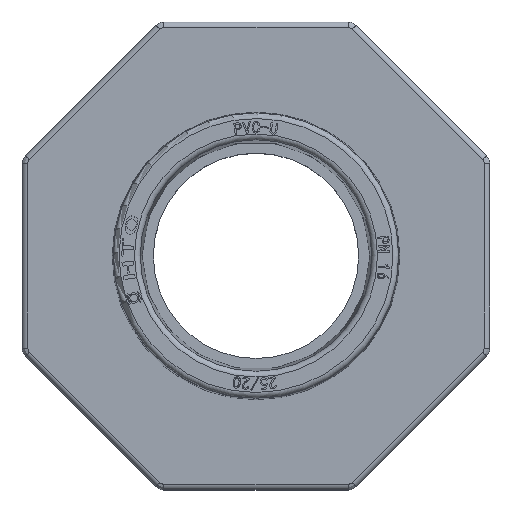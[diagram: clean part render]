
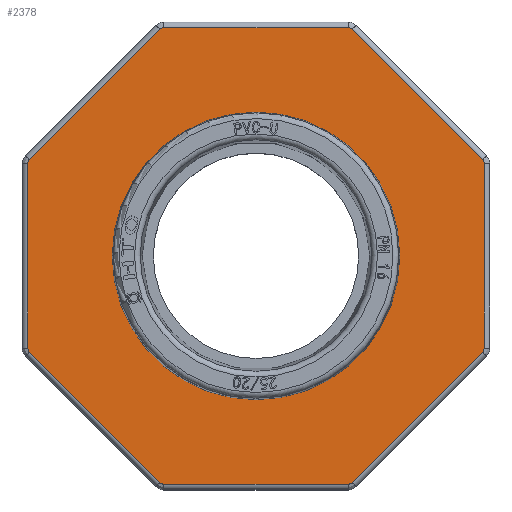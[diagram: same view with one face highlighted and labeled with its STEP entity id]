
A CAD part, top view. The second image highlights one B-rep face of the part: STEP entity #2378.
In plain terms, the highlighted planar face has unit normal (0, 0, 1).
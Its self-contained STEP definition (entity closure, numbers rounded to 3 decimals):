
#2378=ADVANCED_FACE('',(#3878,#3879),#3156,.F.);
#3156=PLANE('',#14544);
#3878=FACE_BOUND('',#3960,.T.);
#3879=FACE_BOUND('',#3961,.T.);
#3960=EDGE_LOOP('',(#4941));
#3961=EDGE_LOOP('',(#4942,#4943,#4944,#4945,#4946,#4947,#4948,#4949,#4950,
#4951,#4952,#4953,#4954,#4955,#4956,#4957));
#4797=CIRCLE('',#14535,12.6);
#4798=CIRCLE('',#14536,0.5);
#4799=CIRCLE('',#14537,0.5);
#4800=CIRCLE('',#14538,0.5);
#4801=CIRCLE('',#14539,0.5);
#4802=CIRCLE('',#14540,0.5);
#4803=CIRCLE('',#14541,0.5);
#4804=CIRCLE('',#14542,0.5);
#4805=CIRCLE('',#14543,0.5);
#4941=ORIENTED_EDGE('',*,*,#10794,.F.);
#4942=ORIENTED_EDGE('',*,*,#10795,.T.);
#4943=ORIENTED_EDGE('',*,*,#10796,.T.);
#4944=ORIENTED_EDGE('',*,*,#10797,.T.);
#4945=ORIENTED_EDGE('',*,*,#10798,.T.);
#4946=ORIENTED_EDGE('',*,*,#10799,.T.);
#4947=ORIENTED_EDGE('',*,*,#10800,.T.);
#4948=ORIENTED_EDGE('',*,*,#10801,.T.);
#4949=ORIENTED_EDGE('',*,*,#10802,.T.);
#4950=ORIENTED_EDGE('',*,*,#10803,.T.);
#4951=ORIENTED_EDGE('',*,*,#10804,.T.);
#4952=ORIENTED_EDGE('',*,*,#10805,.T.);
#4953=ORIENTED_EDGE('',*,*,#10806,.T.);
#4954=ORIENTED_EDGE('',*,*,#10807,.T.);
#4955=ORIENTED_EDGE('',*,*,#10808,.T.);
#4956=ORIENTED_EDGE('',*,*,#10809,.T.);
#4957=ORIENTED_EDGE('',*,*,#10810,.T.);
#9321=VERTEX_POINT('',#19622);
#9322=VERTEX_POINT('',#19624);
#9323=VERTEX_POINT('',#19625);
#9324=VERTEX_POINT('',#19627);
#9325=VERTEX_POINT('',#19629);
#9326=VERTEX_POINT('',#19631);
#9327=VERTEX_POINT('',#19633);
#9328=VERTEX_POINT('',#19635);
#9329=VERTEX_POINT('',#19637);
#9330=VERTEX_POINT('',#19639);
#9331=VERTEX_POINT('',#19641);
#9332=VERTEX_POINT('',#19643);
#9333=VERTEX_POINT('',#19645);
#9334=VERTEX_POINT('',#19647);
#9335=VERTEX_POINT('',#19649);
#9336=VERTEX_POINT('',#19651);
#9337=VERTEX_POINT('',#19653);
#10794=EDGE_CURVE('',#9321,#9321,#4797,.T.);
#10795=EDGE_CURVE('',#9322,#9323,#4798,.T.);
#10796=EDGE_CURVE('',#9323,#9324,#12966,.T.);
#10797=EDGE_CURVE('',#9324,#9325,#4799,.T.);
#10798=EDGE_CURVE('',#9325,#9326,#12967,.T.);
#10799=EDGE_CURVE('',#9326,#9327,#4800,.T.);
#10800=EDGE_CURVE('',#9327,#9328,#12968,.T.);
#10801=EDGE_CURVE('',#9328,#9329,#4801,.T.);
#10802=EDGE_CURVE('',#9329,#9330,#12969,.T.);
#10803=EDGE_CURVE('',#9330,#9331,#4802,.T.);
#10804=EDGE_CURVE('',#9331,#9332,#12970,.T.);
#10805=EDGE_CURVE('',#9332,#9333,#4803,.T.);
#10806=EDGE_CURVE('',#9333,#9334,#12971,.T.);
#10807=EDGE_CURVE('',#9334,#9335,#4804,.T.);
#10808=EDGE_CURVE('',#9335,#9336,#12972,.T.);
#10809=EDGE_CURVE('',#9336,#9337,#4805,.T.);
#10810=EDGE_CURVE('',#9337,#9322,#12973,.T.);
#12966=LINE('',#19626,#13736);
#12967=LINE('',#19630,#13737);
#12968=LINE('',#19634,#13738);
#12969=LINE('',#19638,#13739);
#12970=LINE('',#19642,#13740);
#12971=LINE('',#19646,#13741);
#12972=LINE('',#19650,#13742);
#12973=LINE('',#19654,#13743);
#13736=VECTOR('',#15454,1.);
#13737=VECTOR('',#15457,1.);
#13738=VECTOR('',#15460,1.);
#13739=VECTOR('',#15463,1.);
#13740=VECTOR('',#15466,1.);
#13741=VECTOR('',#15469,1.);
#13742=VECTOR('',#15472,1.);
#13743=VECTOR('',#15475,1.);
#14535=AXIS2_PLACEMENT_3D('',#19621,#15450,#15451);
#14536=AXIS2_PLACEMENT_3D('',#19623,#15452,#15453);
#14537=AXIS2_PLACEMENT_3D('',#19628,#15455,#15456);
#14538=AXIS2_PLACEMENT_3D('',#19632,#15458,#15459);
#14539=AXIS2_PLACEMENT_3D('',#19636,#15461,#15462);
#14540=AXIS2_PLACEMENT_3D('',#19640,#15464,#15465);
#14541=AXIS2_PLACEMENT_3D('',#19644,#15467,#15468);
#14542=AXIS2_PLACEMENT_3D('',#19648,#15470,#15471);
#14543=AXIS2_PLACEMENT_3D('',#19652,#15473,#15474);
#14544=AXIS2_PLACEMENT_3D('',#19655,#15476,#15477);
#15450=DIRECTION('',(0.,0.,1.));
#15451=DIRECTION('',(-1.,0.,0.));
#15452=DIRECTION('',(0.,0.,1.));
#15453=DIRECTION('',(-1.,0.,0.));
#15454=DIRECTION('',(1.,0.,0.));
#15455=DIRECTION('',(0.,0.,1.));
#15456=DIRECTION('',(-1.,0.,0.));
#15457=DIRECTION('',(0.707,0.707,0.));
#15458=DIRECTION('',(0.,0.,1.));
#15459=DIRECTION('',(-1.,0.,0.));
#15460=DIRECTION('',(0.,1.,0.));
#15461=DIRECTION('',(0.,0.,1.));
#15462=DIRECTION('',(-1.,0.,0.));
#15463=DIRECTION('',(-0.707,0.707,0.));
#15464=DIRECTION('',(0.,0.,1.));
#15465=DIRECTION('',(-1.,0.,0.));
#15466=DIRECTION('',(-1.,0.,0.));
#15467=DIRECTION('',(0.,0.,1.));
#15468=DIRECTION('',(-1.,0.,0.));
#15469=DIRECTION('',(-0.707,-0.707,0.));
#15470=DIRECTION('',(0.,0.,1.));
#15471=DIRECTION('',(-1.,0.,0.));
#15472=DIRECTION('',(0.,-1.,0.));
#15473=DIRECTION('',(0.,0.,1.));
#15474=DIRECTION('',(-1.,0.,0.));
#15475=DIRECTION('',(0.707,-0.707,0.));
#15476=DIRECTION('',(0.,0.,-1.));
#15477=DIRECTION('',(-1.,0.,0.));
#19621=CARTESIAN_POINT('',(0.,91.5,26.504));
#19622=CARTESIAN_POINT('',(-12.6,91.5,26.504));
#19623=CARTESIAN_POINT('',(-8.077,72.,26.504));
#19624=CARTESIAN_POINT('',(-8.431,71.646,26.504));
#19625=CARTESIAN_POINT('',(-8.077,71.5,26.504));
#19626=CARTESIAN_POINT('',(8.077,71.5,26.504));
#19627=CARTESIAN_POINT('',(8.077,71.5,26.504));
#19628=CARTESIAN_POINT('',(8.077,72.,26.504));
#19629=CARTESIAN_POINT('',(8.431,71.646,26.504));
#19630=CARTESIAN_POINT('',(19.854,83.069,26.504));
#19631=CARTESIAN_POINT('',(19.854,83.069,26.504));
#19632=CARTESIAN_POINT('',(19.5,83.423,26.504));
#19633=CARTESIAN_POINT('',(20.,83.423,26.504));
#19634=CARTESIAN_POINT('',(20.,99.577,26.504));
#19635=CARTESIAN_POINT('',(20.,99.577,26.504));
#19636=CARTESIAN_POINT('',(19.5,99.577,26.504));
#19637=CARTESIAN_POINT('',(19.854,99.931,26.504));
#19638=CARTESIAN_POINT('',(8.431,111.354,26.504));
#19639=CARTESIAN_POINT('',(8.431,111.354,26.504));
#19640=CARTESIAN_POINT('',(8.077,111.,26.504));
#19641=CARTESIAN_POINT('',(8.077,111.5,26.504));
#19642=CARTESIAN_POINT('',(-8.077,111.5,26.504));
#19643=CARTESIAN_POINT('',(-8.077,111.5,26.504));
#19644=CARTESIAN_POINT('',(-8.077,111.,26.504));
#19645=CARTESIAN_POINT('',(-8.431,111.354,26.504));
#19646=CARTESIAN_POINT('',(-19.854,99.931,26.504));
#19647=CARTESIAN_POINT('',(-19.854,99.931,26.504));
#19648=CARTESIAN_POINT('',(-19.5,99.577,26.504));
#19649=CARTESIAN_POINT('',(-20.,99.577,26.504));
#19650=CARTESIAN_POINT('',(-20.,83.423,26.504));
#19651=CARTESIAN_POINT('',(-20.,83.423,26.504));
#19652=CARTESIAN_POINT('',(-19.5,83.423,26.504));
#19653=CARTESIAN_POINT('',(-19.854,83.069,26.504));
#19654=CARTESIAN_POINT('',(-8.431,71.646,26.504));
#19655=CARTESIAN_POINT('',(0.,3.,26.504));
